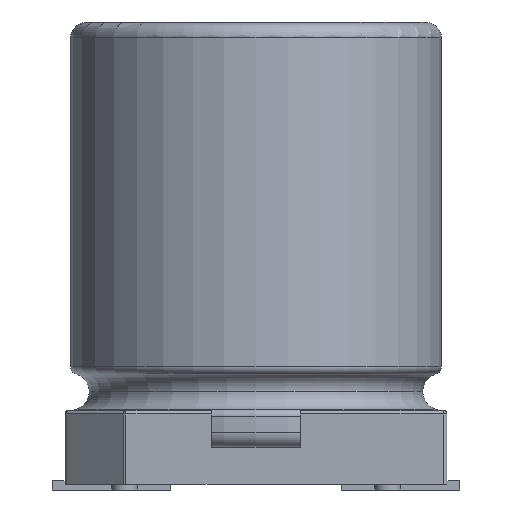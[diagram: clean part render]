
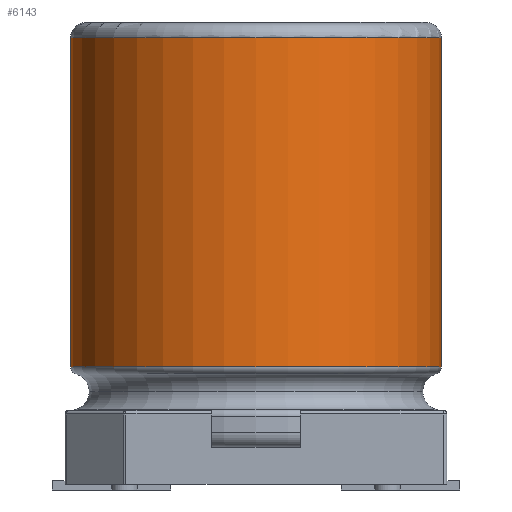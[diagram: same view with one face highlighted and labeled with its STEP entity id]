
A CAD part, left-side view. The second image highlights one B-rep face of the part: STEP entity #6143.
In plain terms, the highlighted cylindrical face has radius 5 mm (diameter 10 mm), a partial arc.
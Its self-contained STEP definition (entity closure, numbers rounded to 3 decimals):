
#89 = AXIS2_PLACEMENT_3D ( 'NONE', #880, #2334, #6351 ) ;
#409 = AXIS2_PLACEMENT_3D ( 'NONE', #6292, #456, #5868 ) ;
#451 = DIRECTION ( 'NONE',  ( 0., 1., 0. ) ) ;
#456 = DIRECTION ( 'NONE',  ( 0., 0., -1. ) ) ;
#478 = EDGE_CURVE ( 'NONE', #5714, #3699, #5867, .T. ) ;
#545 = DIRECTION ( 'NONE',  ( 0., 0., -1. ) ) ;
#562 = EDGE_CURVE ( 'NONE', #3384, #4888, #581, .T. ) ;
#581 = CIRCLE ( 'NONE', #409, 5. ) ;
#880 = CARTESIAN_POINT ( 'NONE',  ( 0., 0., 12.054 ) ) ;
#1005 = CARTESIAN_POINT ( 'NONE',  ( 0., -5., 3.171 ) ) ;
#1354 = VECTOR ( 'NONE', #545, 1000. ) ;
#1376 = ORIENTED_EDGE ( 'NONE', *, *, #3329, .F. ) ;
#1456 = ORIENTED_EDGE ( 'NONE', *, *, #478, .T. ) ;
#2334 = DIRECTION ( 'NONE',  ( 0., 0., -1. ) ) ;
#2550 = ORIENTED_EDGE ( 'NONE', *, *, #562, .F. ) ;
#2719 = CARTESIAN_POINT ( 'NONE',  ( 0., 5., 3.171 ) ) ;
#2864 = CARTESIAN_POINT ( 'NONE',  ( 0., 0., -18.963 ) ) ;
#2943 = CARTESIAN_POINT ( 'NONE',  ( 0., -5., 12.054 ) ) ;
#2962 = CARTESIAN_POINT ( 'NONE',  ( 0., -5., -18.963 ) ) ;
#3064 = CARTESIAN_POINT ( 'NONE',  ( 0., 5., -18.963 ) ) ;
#3329 = EDGE_CURVE ( 'NONE', #5714, #3384, #5402, .T. ) ;
#3384 = VERTEX_POINT ( 'NONE', #1005 ) ;
#3451 = EDGE_CURVE ( 'NONE', #3699, #4888, #3554, .T. ) ;
#3554 = LINE ( 'NONE', #3064, #1354 ) ;
#3699 = VERTEX_POINT ( 'NONE', #3836 ) ;
#3836 = CARTESIAN_POINT ( 'NONE',  ( 0., 5., 12.054 ) ) ;
#3857 = DIRECTION ( 'NONE',  ( 0., 0., -1. ) ) ;
#4162 = VECTOR ( 'NONE', #6422, 1000. ) ;
#4888 = VERTEX_POINT ( 'NONE', #2719 ) ;
#5084 = ORIENTED_EDGE ( 'NONE', *, *, #3451, .T. ) ;
#5095 = AXIS2_PLACEMENT_3D ( 'NONE', #2864, #3857, #451 ) ;
#5117 = FACE_OUTER_BOUND ( 'NONE', #5688, .T. ) ;
#5402 = LINE ( 'NONE', #2962, #4162 ) ;
#5688 = EDGE_LOOP ( 'NONE', ( #1376, #1456, #5084, #2550 ) ) ;
#5714 = VERTEX_POINT ( 'NONE', #2943 ) ;
#5867 = CIRCLE ( 'NONE', #89, 5. ) ;
#5868 = DIRECTION ( 'NONE',  ( 0., 1., 0. ) ) ;
#6001 = CYLINDRICAL_SURFACE ( 'NONE', #5095, 5. ) ;
#6143 = ADVANCED_FACE ( 'NONE', ( #5117 ), #6001, .T. ) ;
#6292 = CARTESIAN_POINT ( 'NONE',  ( 0., 0., 3.171 ) ) ;
#6351 = DIRECTION ( 'NONE',  ( 0., 1., 0. ) ) ;
#6422 = DIRECTION ( 'NONE',  ( 0., 0., -1. ) ) ;
